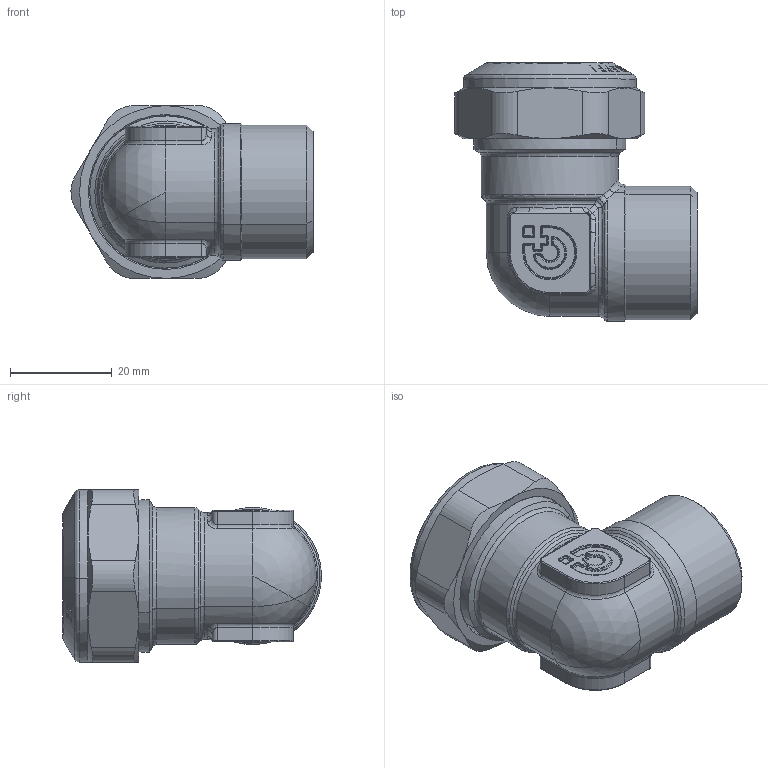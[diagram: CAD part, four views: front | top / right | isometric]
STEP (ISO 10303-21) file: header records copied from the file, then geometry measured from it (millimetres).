
FILE_DESCRIPTION(('CATIA V5 STEP Exchange','CAx-IF Rec.Pracs.--- Model Styling and Organization---1.4--- 2014-01-23','CAx-IF Rec.Pracs.---3D Tessellated Data Validation Properties---0.5---2014-09-14'),'2;1');
FILE_NAME('STEP_905752_-_TST.stp','2021-06-24T12:15:44+00:00',('none'),('none'),'CATIA Version 5-6 Release 2019 SP3','CATIA V5 STEP AP242 v1','none');
FILE_SCHEMA(('AP242_MANAGED_MODEL_BASED_3D_ENGINEERING_MIM_LF {1 0 10303 442 1 1 4}'));
Length unit declared in the file: millimetre
Products named in the file (1): 905752 - TST
Bounding box: 47.69 x 51 x 34 mm (x, y, z)
Volume: 41344.6 mm3; surface area: 7602.9 mm2
Topology: 1 solids, 1 shells, 531 faces, 1287 edges, 771 vertices
Faces by surface type: plane 130, cylinder 130, bspline 96, extrusion 77, cone 46, torus 44, sphere 8
Entity records: 24889 total; most frequent: CARTESIAN_POINT 13941, ORIENTED_EDGE 2566, DIRECTION 1298, EDGE_CURVE 1283, VERTEX_POINT 771, B_SPLINE_CURVE_WITH_KNOTS 723, EDGE_LOOP 548, AXIS2_PLACEMENT_3D 540
